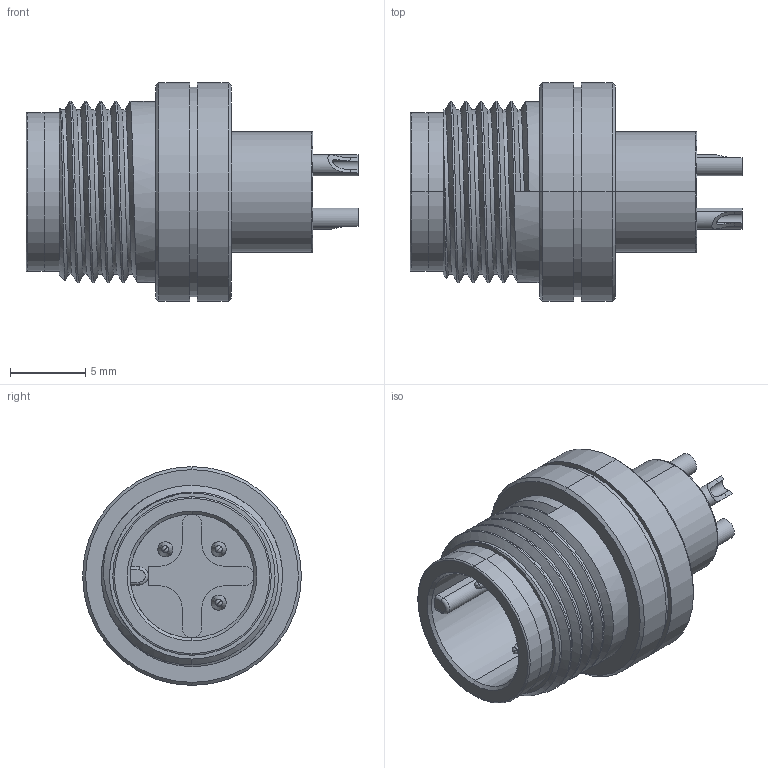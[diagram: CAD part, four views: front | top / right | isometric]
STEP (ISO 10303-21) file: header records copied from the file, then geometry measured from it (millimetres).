
FILE_DESCRIPTION (( 'STEP AP203' ), '1' );
FILE_NAME ('50-00958.STEP', '2020-10-15T15:58:30', ( '' ), ( '' ), 'SwSTEP 2.0', 'SolidWorks 2015', '' );
FILE_SCHEMA (( 'CONFIG_CONTROL_DESIGN' ));
Length unit declared in the file: millimetre
Products named in the file (4): 50-00958-02___; 50-00958-01___; 50-00958; 50-00958-03___
Assembly tree (5 placements, depth 2):
  50-00958
    50-00958-01___
    50-00958-03___  x3
    50-00958-02___
Bounding box: 22 x 14.5 x 14.5 mm (x, y, z)
Volume: 1434.4 mm3; surface area: 2526.8 mm2
Topology: 5 solids, 5 shells, 205 faces, 459 edges, 281 vertices
Faces by surface type: cylinder 93, plane 53, cone 27, torus 23, sphere 6, bspline 3
Entity records: 5363 total; most frequent: CARTESIAN_POINT 1750, DIRECTION 714, ORIENTED_EDGE 626, EDGE_CURVE 313, AXIS2_PLACEMENT_3D 295, VERTEX_POINT 197, EDGE_LOOP 160, CIRCLE 153
